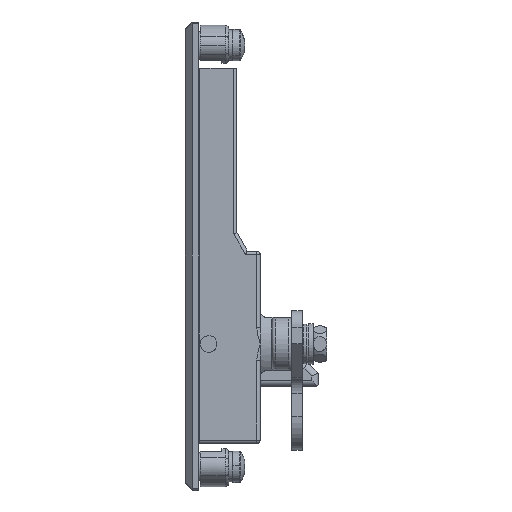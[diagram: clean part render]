
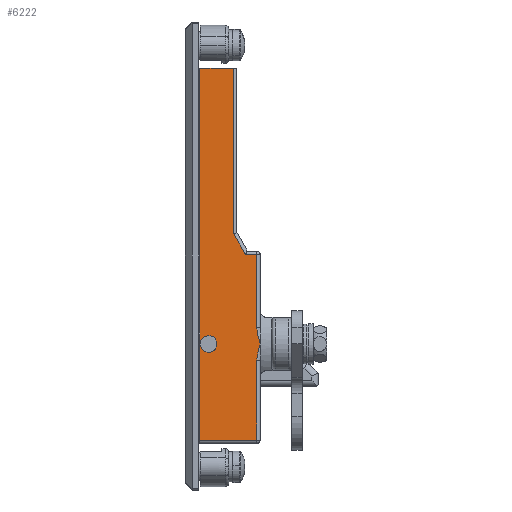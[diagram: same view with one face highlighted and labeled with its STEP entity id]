
A CAD part, left-side view. The second image highlights one B-rep face of the part: STEP entity #6222.
In plain terms, the highlighted planar face has unit normal (-1, 0, 0).
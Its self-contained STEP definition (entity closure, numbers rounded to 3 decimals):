
#1580 = VERTEX_POINT ( 'NONE', #10684 ) ;
#1588 = VERTEX_POINT ( 'NONE', #10692 ) ;
#1598 = VERTEX_POINT ( 'NONE', #10702 ) ;
#1608 = VERTEX_POINT ( 'NONE', #10712 ) ;
#1614 = VERTEX_POINT ( 'NONE', #10718 ) ;
#1629 = VERTEX_POINT ( 'NONE', #10733 ) ;
#1632 = VERTEX_POINT ( 'NONE', #10736 ) ;
#1634 = VERTEX_POINT ( 'NONE', #10738 ) ;
#1636 = VERTEX_POINT ( 'NONE', #10740 ) ;
#1641 = VERTEX_POINT ( 'NONE', #10745 ) ;
#3883 = EDGE_LOOP ( 'NONE', ( #5827, #5829 ) ) ;
#3884 = EDGE_LOOP ( 'NONE', ( #5828, #5831, #5830, #5832, #5833, #5834, #5835, #5836, #5837, #5838 ) ) ;
#4122 = VERTEX_POINT ( 'NONE', #13616 ) ;
#4223 = VERTEX_POINT ( 'NONE', #13717 ) ;
#5827 = ORIENTED_EDGE ( 'NONE', *, *, #6610, .T. ) ;
#5828 = ORIENTED_EDGE ( 'NONE', *, *, #6612, .T. ) ;
#5829 = ORIENTED_EDGE ( 'NONE', *, *, #6464, .T. ) ;
#5830 = ORIENTED_EDGE ( 'NONE', *, *, #6613, .T. ) ;
#5831 = ORIENTED_EDGE ( 'NONE', *, *, #6611, .T. ) ;
#5832 = ORIENTED_EDGE ( 'NONE', *, *, #6614, .T. ) ;
#5833 = ORIENTED_EDGE ( 'NONE', *, *, #6615, .T. ) ;
#5834 = ORIENTED_EDGE ( 'NONE', *, *, #6616, .T. ) ;
#5835 = ORIENTED_EDGE ( 'NONE', *, *, #6617, .T. ) ;
#5836 = ORIENTED_EDGE ( 'NONE', *, *, #6618, .T. ) ;
#5837 = ORIENTED_EDGE ( 'NONE', *, *, #6619, .T. ) ;
#5838 = ORIENTED_EDGE ( 'NONE', *, *, #6620, .T. ) ;
#6222 = ADVANCED_FACE ( 'NONE', ( #17226, #17227 ), #16776, .F. ) ;
#6464 = EDGE_CURVE ( 'NONE', #4223, #4122, #19121, .T. ) ;
#6610 = EDGE_CURVE ( 'NONE', #4122, #4223, #19304, .T. ) ;
#6611 = EDGE_CURVE ( 'NONE', #1636, #1634, #17600, .T. ) ;
#6612 = EDGE_CURVE ( 'NONE', #1598, #1636, #17601, .T. ) ;
#6613 = EDGE_CURVE ( 'NONE', #1634, #1614, #17602, .T. ) ;
#6614 = EDGE_CURVE ( 'NONE', #1614, #1629, #17603, .T. ) ;
#6615 = EDGE_CURVE ( 'NONE', #1629, #1641, #20755, .T. ) ;
#6616 = EDGE_CURVE ( 'NONE', #1641, #1588, #20756, .T. ) ;
#6617 = EDGE_CURVE ( 'NONE', #1588, #1632, #17604, .T. ) ;
#6618 = EDGE_CURVE ( 'NONE', #1632, #1580, #17605, .T. ) ;
#6619 = EDGE_CURVE ( 'NONE', #1580, #1608, #17606, .T. ) ;
#6620 = EDGE_CURVE ( 'NONE', #1608, #1598, #17607, .T. ) ;
#10684 = CARTESIAN_POINT ( 'NONE',  ( -12.5, -18.098, 27. ) ) ;
#10692 = CARTESIAN_POINT ( 'NONE',  ( -12.5, -21.5, 4.899 ) ) ;
#10702 = CARTESIAN_POINT ( 'NONE',  ( -12.5, -14.5, 83. ) ) ;
#10712 = CARTESIAN_POINT ( 'NONE',  ( -12.5, -14.5, 33.232 ) ) ;
#10718 = CARTESIAN_POINT ( 'NONE',  ( -12.5, -21.5, -29. ) ) ;
#10733 = CARTESIAN_POINT ( 'NONE',  ( -12.5, -21.5, -4.899 ) ) ;
#10736 = CARTESIAN_POINT ( 'NONE',  ( -12.5, -21.5, 27. ) ) ;
#10738 = CARTESIAN_POINT ( 'NONE',  ( -12.5, -4.3, -29. ) ) ;
#10740 = CARTESIAN_POINT ( 'NONE',  ( -12.5, -4.3, 83. ) ) ;
#10745 = CARTESIAN_POINT ( 'NONE',  ( -12.5, -22.5, 0. ) ) ;
#13616 = CARTESIAN_POINT ( 'NONE',  ( -12.5, -7., -2.5 ) ) ;
#13717 = CARTESIAN_POINT ( 'NONE',  ( -12.5, -7., 2.5 ) ) ;
#15770 = AXIS2_PLACEMENT_3D ( 'NONE', #16777, #16778, #16779 ) ;
#16776 = PLANE ( 'NONE',  #15770 ) ;
#16777 = CARTESIAN_POINT ( 'NONE',  ( -12.5, -22.5, -30. ) ) ;
#16778 = DIRECTION ( 'NONE',  ( 1., 0., 0. ) ) ;
#16779 = DIRECTION ( 'NONE',  ( 0., 0., -1. ) ) ;
#17226 = FACE_BOUND ( 'NONE', #3883, .T. ) ;
#17227 = FACE_OUTER_BOUND ( 'NONE', #3884, .T. ) ;
#17600 = LINE ( 'NONE', #19070, #19306 ) ;
#17601 = LINE ( 'NONE', #19410, #19307 ) ;
#17602 = LINE ( 'NONE', #19412, #19308 ) ;
#17603 = LINE ( 'NONE', #19414, #19309 ) ;
#17604 = LINE ( 'NONE', #19434, #19310 ) ;
#17605 = LINE ( 'NONE', #19436, #19311 ) ;
#17606 = LINE ( 'NONE', #19438, #19312 ) ;
#17607 = LINE ( 'NONE', #19440, #19313 ) ;
#18720 = CARTESIAN_POINT ( 'NONE',  ( -12.5, -7., 0. ) ) ;
#18721 = DIRECTION ( 'NONE',  ( 1., 0., 0. ) ) ;
#18722 = DIRECTION ( 'NONE',  ( 0., 0., -1. ) ) ;
#19067 = CARTESIAN_POINT ( 'NONE',  ( -12.5, -7., 0. ) ) ;
#19068 = DIRECTION ( 'NONE',  ( 1., 0., 0. ) ) ;
#19069 = DIRECTION ( 'NONE',  ( 0., 0., -1. ) ) ;
#19070 = CARTESIAN_POINT ( 'NONE',  ( -12.5, -4.3, -29. ) ) ;
#19071 = DIRECTION ( 'NONE',  ( 0., 0., -1. ) ) ;
#19121 = CIRCLE ( 'NONE', #19123, 2.5 ) ;
#19123 = AXIS2_PLACEMENT_3D ( 'NONE', #18720, #18721, #18722 ) ;
#19304 = CIRCLE ( 'NONE', #19305, 2.5 ) ;
#19305 = AXIS2_PLACEMENT_3D ( 'NONE', #19067, #19068, #19069 ) ;
#19306 = VECTOR ( 'NONE', #19071, 1000. ) ;
#19307 = VECTOR ( 'NONE', #19411, 1000. ) ;
#19308 = VECTOR ( 'NONE', #19413, 1000. ) ;
#19309 = VECTOR ( 'NONE', #19415, 1000. ) ;
#19310 = VECTOR ( 'NONE', #19435, 1000. ) ;
#19311 = VECTOR ( 'NONE', #19437, 1000. ) ;
#19312 = VECTOR ( 'NONE', #19439, 1000. ) ;
#19313 = VECTOR ( 'NONE', #19441, 1000. ) ;
#19410 = CARTESIAN_POINT ( 'NONE',  ( -12.5, -22.5, 83. ) ) ;
#19411 = DIRECTION ( 'NONE',  ( 0., 1., 0. ) ) ;
#19412 = CARTESIAN_POINT ( 'NONE',  ( -12.5, -22.5, -29. ) ) ;
#19413 = DIRECTION ( 'NONE',  ( 0., -1., 0. ) ) ;
#19414 = CARTESIAN_POINT ( 'NONE',  ( -12.5, -21.5, -30. ) ) ;
#19415 = DIRECTION ( 'NONE',  ( 0., 0., 1. ) ) ;
#19416 = CARTESIAN_POINT ( 'NONE',  ( -12.5, -21.5, -4.899 ) ) ;
#19417 = CARTESIAN_POINT ( 'NONE',  ( -12.5, -21.5, -4.478 ) ) ;
#19418 = CARTESIAN_POINT ( 'NONE',  ( -12.5, -21.539, -4.062 ) ) ;
#19419 = CARTESIAN_POINT ( 'NONE',  ( -12.5, -21.66, -3.237 ) ) ;
#19420 = CARTESIAN_POINT ( 'NONE',  ( -12.5, -21.742, -2.828 ) ) ;
#19421 = CARTESIAN_POINT ( 'NONE',  ( -12.5, -21.931, -2.014 ) ) ;
#19422 = CARTESIAN_POINT ( 'NONE',  ( -12.5, -22.038, -1.609 ) ) ;
#19423 = CARTESIAN_POINT ( 'NONE',  ( -12.5, -22.263, -0.803 ) ) ;
#19424 = CARTESIAN_POINT ( 'NONE',  ( -12.5, -22.382, -0.4 ) ) ;
#19425 = CARTESIAN_POINT ( 'NONE',  ( -12.5, -22.5, 0. ) ) ;
#19426 = CARTESIAN_POINT ( 'NONE',  ( -12.5, -22.5, 0. ) ) ;
#19427 = CARTESIAN_POINT ( 'NONE',  ( -12.5, -22.263, 0.803 ) ) ;
#19428 = CARTESIAN_POINT ( 'NONE',  ( -12.5, -22.025, 1.607 ) ) ;
#19429 = CARTESIAN_POINT ( 'NONE',  ( -12.5, -21.742, 2.828 ) ) ;
#19430 = CARTESIAN_POINT ( 'NONE',  ( -12.5, -21.66, 3.237 ) ) ;
#19431 = CARTESIAN_POINT ( 'NONE',  ( -12.5, -21.539, 4.062 ) ) ;
#19432 = CARTESIAN_POINT ( 'NONE',  ( -12.5, -21.5, 4.478 ) ) ;
#19433 = CARTESIAN_POINT ( 'NONE',  ( -12.5, -21.5, 4.899 ) ) ;
#19434 = CARTESIAN_POINT ( 'NONE',  ( -12.5, -21.5, -30. ) ) ;
#19435 = DIRECTION ( 'NONE',  ( 0., 0., 1. ) ) ;
#19436 = CARTESIAN_POINT ( 'NONE',  ( -12.5, -22.5, 27. ) ) ;
#19437 = DIRECTION ( 'NONE',  ( 0., 1., 0. ) ) ;
#19438 = CARTESIAN_POINT ( 'NONE',  ( -12.5, -43.88, -17.656 ) ) ;
#19439 = DIRECTION ( 'NONE',  ( 0., 0.5, 0.866 ) ) ;
#19440 = CARTESIAN_POINT ( 'NONE',  ( -12.5, -14.5, -30. ) ) ;
#19441 = DIRECTION ( 'NONE',  ( 0., 0., 1. ) ) ;
#20755 = B_SPLINE_CURVE_WITH_KNOTS ( 'NONE', 3,
 ( #19416, #19417, #19418, #19419, #19420, #19421, #19422, #19423, #19424, #19425 ),
 .UNSPECIFIED., .F., .F.,
 ( 4, 2, 2, 2, 4 ),
 ( 0., 0.001, 0.003, 0.004, 0.005 ),
 .UNSPECIFIED. ) ;
#20756 = B_SPLINE_CURVE_WITH_KNOTS ( 'NONE', 3,
 ( #19426, #19427, #19428, #19429, #19430, #19431, #19432, #19433 ),
 .UNSPECIFIED., .F., .F.,
 ( 4, 2, 2, 4 ),
 ( 0., 0.002, 0.004, 0.005 ),
 .UNSPECIFIED. ) ;
